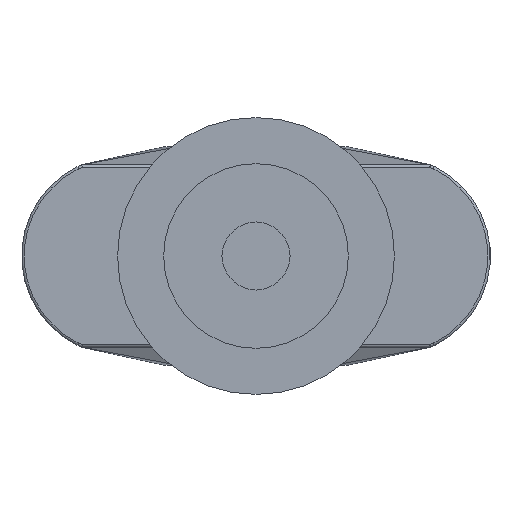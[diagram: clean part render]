
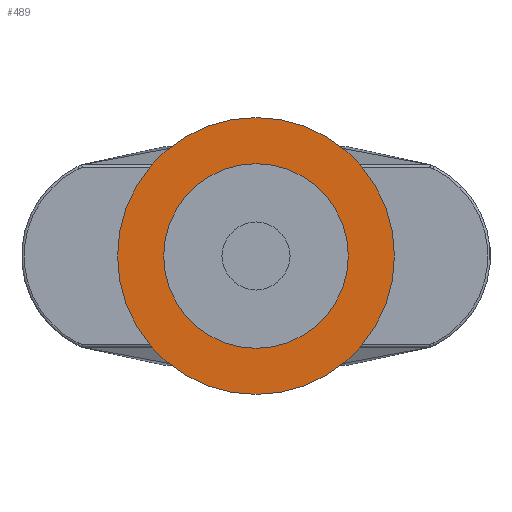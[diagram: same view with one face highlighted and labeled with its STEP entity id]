
A CAD part, front view. The second image highlights one B-rep face of the part: STEP entity #489.
In plain terms, the highlighted planar face has unit normal (0, -1, 0).
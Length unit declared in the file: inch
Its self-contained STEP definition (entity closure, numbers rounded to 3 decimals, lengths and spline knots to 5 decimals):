
#85 = CARTESIAN_POINT ( 'NONE',  ( -0.38, -1.27748, 0. ) ) ;
#246 = EDGE_CURVE ( 'NONE', #3521, #945, #3099, .T. ) ;
#441 = CARTESIAN_POINT ( 'NONE',  ( 0., -1.27748, 0. ) ) ;
#489 = ADVANCED_FACE ( 'NONE', ( #4450, #4033 ), #3037, .T. ) ;
#493 = DIRECTION ( 'NONE',  ( -1., 0., 0. ) ) ;
#660 = ORIENTED_EDGE ( 'NONE', *, *, #246, .T. ) ;
#726 = EDGE_LOOP ( 'NONE', ( #4141, #2224 ) ) ;
#945 = VERTEX_POINT ( 'NONE', #85 ) ;
#1167 = DIRECTION ( 'NONE',  ( 1., 0., 0. ) ) ;
#1412 = AXIS2_PLACEMENT_3D ( 'NONE', #4930, #1789, #4070 ) ;
#1479 = DIRECTION ( 'NONE',  ( 0., 1., 0. ) ) ;
#1754 = CIRCLE ( 'NONE', #2149, 0.57 ) ;
#1789 = DIRECTION ( 'NONE',  ( 0., 1., 0. ) ) ;
#1943 = DIRECTION ( 'NONE',  ( 0., 1., 0. ) ) ;
#2014 = CARTESIAN_POINT ( 'NONE',  ( 0., -1.27748, 0. ) ) ;
#2149 = AXIS2_PLACEMENT_3D ( 'NONE', #2014, #1479, #3346 ) ;
#2224 = ORIENTED_EDGE ( 'NONE', *, *, #5889, .F. ) ;
#2262 = EDGE_CURVE ( 'NONE', #5514, #4714, #1754, .T. ) ;
#2401 = DIRECTION ( 'NONE',  ( -1., 0., 0. ) ) ;
#2407 = AXIS2_PLACEMENT_3D ( 'NONE', #4192, #1943, #2401 ) ;
#2484 = CARTESIAN_POINT ( 'NONE',  ( 0.38, -1.27748, 0. ) ) ;
#2491 = EDGE_CURVE ( 'NONE', #945, #3521, #3742, .T. ) ;
#2553 = CARTESIAN_POINT ( 'NONE',  ( -0.38, -1.27748, 0. ) ) ;
#2994 = CARTESIAN_POINT ( 'NONE',  ( -0.57, -1.27748, 0. ) ) ;
#3037 = PLANE ( 'NONE',  #5325 ) ;
#3099 = CIRCLE ( 'NONE', #4620, 0.38 ) ;
#3346 = DIRECTION ( 'NONE',  ( -1., 0., 0. ) ) ;
#3348 = EDGE_LOOP ( 'NONE', ( #4951, #660 ) ) ;
#3521 = VERTEX_POINT ( 'NONE', #2484 ) ;
#3742 = CIRCLE ( 'NONE', #1412, 0.38 ) ;
#4033 = FACE_OUTER_BOUND ( 'NONE', #726, .T. ) ;
#4070 = DIRECTION ( 'NONE',  ( -1., 0., 0. ) ) ;
#4141 = ORIENTED_EDGE ( 'NONE', *, *, #2262, .F. ) ;
#4192 = CARTESIAN_POINT ( 'NONE',  ( 0., -1.27748, 0. ) ) ;
#4450 = FACE_BOUND ( 'NONE', #3348, .T. ) ;
#4521 = CARTESIAN_POINT ( 'NONE',  ( 0.57, -1.27748, 0. ) ) ;
#4620 = AXIS2_PLACEMENT_3D ( 'NONE', #441, #4647, #493 ) ;
#4647 = DIRECTION ( 'NONE',  ( 0., 1., 0. ) ) ;
#4651 = CIRCLE ( 'NONE', #2407, 0.57 ) ;
#4714 = VERTEX_POINT ( 'NONE', #4521 ) ;
#4930 = CARTESIAN_POINT ( 'NONE',  ( 0., -1.27748, 0. ) ) ;
#4951 = ORIENTED_EDGE ( 'NONE', *, *, #2491, .T. ) ;
#5325 = AXIS2_PLACEMENT_3D ( 'NONE', #2553, #5763, #1167 ) ;
#5514 = VERTEX_POINT ( 'NONE', #2994 ) ;
#5763 = DIRECTION ( 'NONE',  ( 0., -1., 0. ) ) ;
#5889 = EDGE_CURVE ( 'NONE', #4714, #5514, #4651, .T. ) ;
